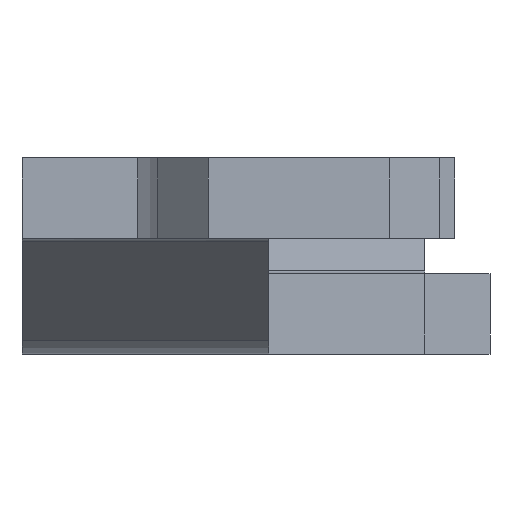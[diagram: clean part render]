
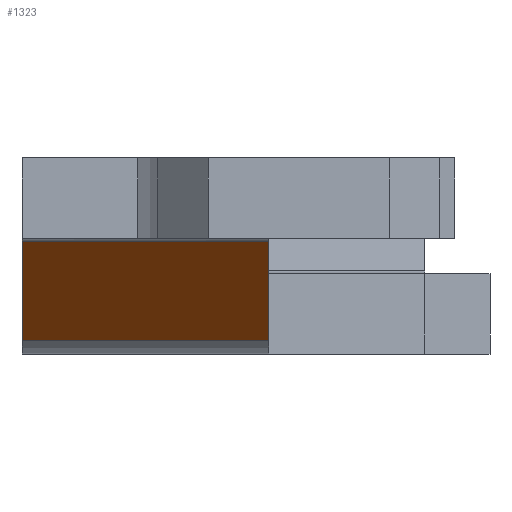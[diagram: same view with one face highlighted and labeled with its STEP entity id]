
A CAD part, front view. The second image highlights one B-rep face of the part: STEP entity #1323.
In plain terms, the highlighted planar face has unit normal (0, -0.5, -0.866).
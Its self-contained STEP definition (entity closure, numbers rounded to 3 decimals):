
#1310=AXIS2_PLACEMENT_3D('Plane Axis2P3D',#1307,#1308,#1309) ;
#1107=CARTESIAN_POINT('Vertex',(2.45,25.396,1.123)) ;
#1110=CARTESIAN_POINT('Line Origine',(2.45,26.253,0.629)) ;
#1114=CARTESIAN_POINT('Vertex',(2.45,27.11,0.134)) ;
#1203=CARTESIAN_POINT('Vertex',(0.,27.11,0.134)) ;
#1206=CARTESIAN_POINT('Line Origine',(0.,26.253,0.629)) ;
#1210=CARTESIAN_POINT('Vertex',(0.,25.396,1.123)) ;
#1252=CARTESIAN_POINT('Line Origine',(2.5,27.11,0.134)) ;
#1307=CARTESIAN_POINT('Axis2P3D Location',(0.,25.396,1.123)) ;
#1312=CARTESIAN_POINT('Line Origine',(1.225,25.396,1.123)) ;
#1111=DIRECTION('Vector Direction',(0.,0.866,-0.5)) ;
#1207=DIRECTION('Vector Direction',(0.,0.866,-0.5)) ;
#1253=DIRECTION('Vector Direction',(-1.,0.,0.)) ;
#1308=DIRECTION('Axis2P3D Direction',(0.,-0.5,-0.866)) ;
#1309=DIRECTION('Axis2P3D XDirection',(0.,0.866,-0.5)) ;
#1313=DIRECTION('Vector Direction',(1.,0.,0.)) ;
#1112=VECTOR('Line Direction',#1111,1.) ;
#1208=VECTOR('Line Direction',#1207,1.) ;
#1254=VECTOR('Line Direction',#1253,1.) ;
#1314=VECTOR('Line Direction',#1313,1.) ;
#1318=ORIENTED_EDGE('',*,*,#1316,.F.) ;
#1319=ORIENTED_EDGE('',*,*,#1212,.F.) ;
#1320=ORIENTED_EDGE('',*,*,#1256,.T.) ;
#1321=ORIENTED_EDGE('',*,*,#1116,.F.) ;
#1323=ADVANCED_FACE('Hauptk\X2\00F6\X0\rper',(#1322),#1311,.T.) ;
#1116=EDGE_CURVE('',#1108,#1115,#1113,.T.) ;
#1212=EDGE_CURVE('',#1204,#1211,#1209,.F.) ;
#1256=EDGE_CURVE('',#1204,#1115,#1255,.F.) ;
#1316=EDGE_CURVE('',#1211,#1108,#1315,.T.) ;
#1317=EDGE_LOOP('',(#1318,#1319,#1320,#1321)) ;
#1322=FACE_OUTER_BOUND('',#1317,.T.) ;
#1113=LINE('Line',#1110,#1112) ;
#1209=LINE('Line',#1206,#1208) ;
#1255=LINE('Line',#1252,#1254) ;
#1315=LINE('Line',#1312,#1314) ;
#1311=PLANE('',#1310) ;
#1108=VERTEX_POINT('',#1107) ;
#1115=VERTEX_POINT('',#1114) ;
#1204=VERTEX_POINT('',#1203) ;
#1211=VERTEX_POINT('',#1210) ;
